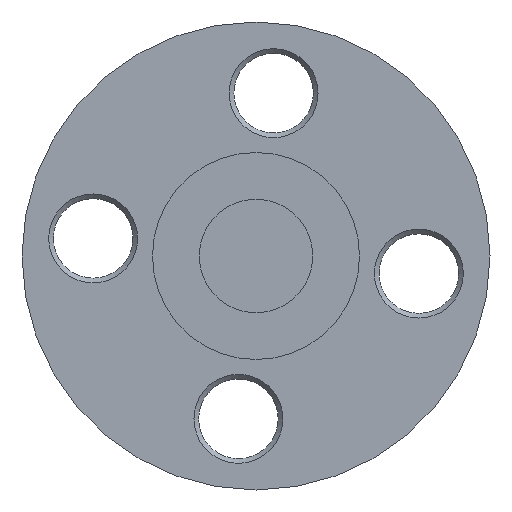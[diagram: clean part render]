
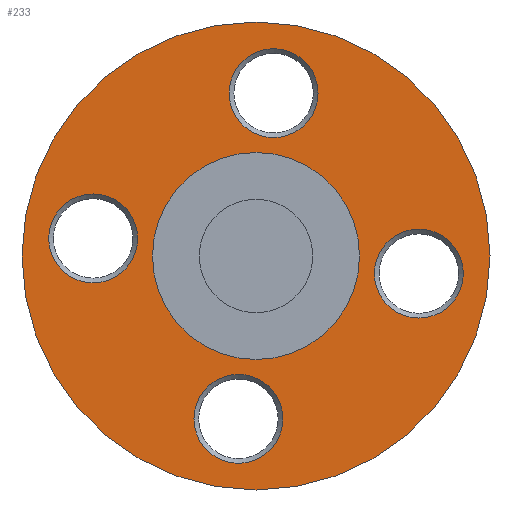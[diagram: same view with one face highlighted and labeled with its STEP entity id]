
A CAD part, front view. The second image highlights one B-rep face of the part: STEP entity #233.
In plain terms, the highlighted planar face has unit normal (0, -1, 0).
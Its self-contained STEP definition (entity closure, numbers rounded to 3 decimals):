
#15=FACE_BOUND('',#60,.T.);
#16=FACE_BOUND('',#61,.T.);
#17=FACE_BOUND('',#62,.T.);
#18=FACE_BOUND('',#63,.T.);
#19=FACE_BOUND('',#64,.T.);
#25=PLANE('',#280);
#44=FACE_OUTER_BOUND('',#59,.T.);
#59=EDGE_LOOP('',(#195));
#60=EDGE_LOOP('',(#196));
#61=EDGE_LOOP('',(#197));
#62=EDGE_LOOP('',(#198));
#63=EDGE_LOOP('',(#199));
#64=EDGE_LOOP('',(#200));
#98=CIRCLE('',#261,1.9);
#101=CIRCLE('',#266,1.9);
#104=CIRCLE('',#271,1.9);
#107=CIRCLE('',#276,1.9);
#110=CIRCLE('',#281,10.);
#111=CIRCLE('',#282,4.425);
#116=VERTEX_POINT('',#374);
#119=VERTEX_POINT('',#384);
#122=VERTEX_POINT('',#394);
#125=VERTEX_POINT('',#404);
#128=VERTEX_POINT('',#414);
#129=VERTEX_POINT('',#416);
#134=EDGE_CURVE('',#116,#116,#98,.T.);
#139=EDGE_CURVE('',#119,#119,#101,.T.);
#144=EDGE_CURVE('',#122,#122,#104,.T.);
#149=EDGE_CURVE('',#125,#125,#107,.T.);
#154=EDGE_CURVE('',#128,#128,#110,.T.);
#155=EDGE_CURVE('',#129,#129,#111,.T.);
#195=ORIENTED_EDGE('',*,*,#154,.F.);
#196=ORIENTED_EDGE('',*,*,#134,.T.);
#197=ORIENTED_EDGE('',*,*,#139,.T.);
#198=ORIENTED_EDGE('',*,*,#144,.T.);
#199=ORIENTED_EDGE('',*,*,#149,.T.);
#200=ORIENTED_EDGE('',*,*,#155,.T.);
#233=ADVANCED_FACE('',(#44,#15,#16,#17,#18,#19),#25,.F.);
#261=AXIS2_PLACEMENT_3D('',#375,#297,#298);
#266=AXIS2_PLACEMENT_3D('',#385,#309,#310);
#271=AXIS2_PLACEMENT_3D('',#395,#321,#322);
#276=AXIS2_PLACEMENT_3D('',#405,#333,#334);
#280=AXIS2_PLACEMENT_3D('',#413,#343,#344);
#281=AXIS2_PLACEMENT_3D('',#415,#345,#346);
#282=AXIS2_PLACEMENT_3D('',#417,#347,#348);
#297=DIRECTION('center_axis',(0.,1.,0.));
#298=DIRECTION('ref_axis',(1.,0.,0.));
#309=DIRECTION('center_axis',(0.,1.,0.));
#310=DIRECTION('ref_axis',(1.,0.,0.));
#321=DIRECTION('center_axis',(0.,1.,0.));
#322=DIRECTION('ref_axis',(1.,0.,0.));
#333=DIRECTION('center_axis',(0.,1.,0.));
#334=DIRECTION('ref_axis',(1.,0.,0.));
#343=DIRECTION('center_axis',(0.,1.,0.));
#344=DIRECTION('ref_axis',(0.,0.,1.));
#345=DIRECTION('center_axis',(0.,1.,0.));
#346=DIRECTION('ref_axis',(1.,0.,0.));
#347=DIRECTION('center_axis',(0.,1.,0.));
#348=DIRECTION('ref_axis',(-1.,0.,0.));
#374=CARTESIAN_POINT('',(5.059,2.,-0.753));
#375=CARTESIAN_POINT('Origin',(6.959,2.,-0.753));
#384=CARTESIAN_POINT('',(-8.859,2.,0.753));
#385=CARTESIAN_POINT('Origin',(-6.959,2.,0.753));
#394=CARTESIAN_POINT('',(-1.147,2.,6.959));
#395=CARTESIAN_POINT('Origin',(0.753,2.,6.959));
#404=CARTESIAN_POINT('',(-2.653,2.,-6.959));
#405=CARTESIAN_POINT('Origin',(-0.753,2.,-6.959));
#413=CARTESIAN_POINT('Origin',(0.,2.,0.));
#414=CARTESIAN_POINT('',(-10.,2.,0.));
#415=CARTESIAN_POINT('Origin',(0.,2.,0.));
#416=CARTESIAN_POINT('',(4.425,2.,0.));
#417=CARTESIAN_POINT('Origin',(0.,2.,0.));
